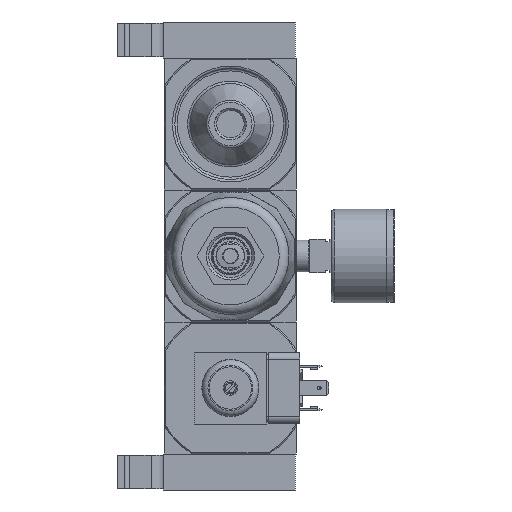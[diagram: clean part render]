
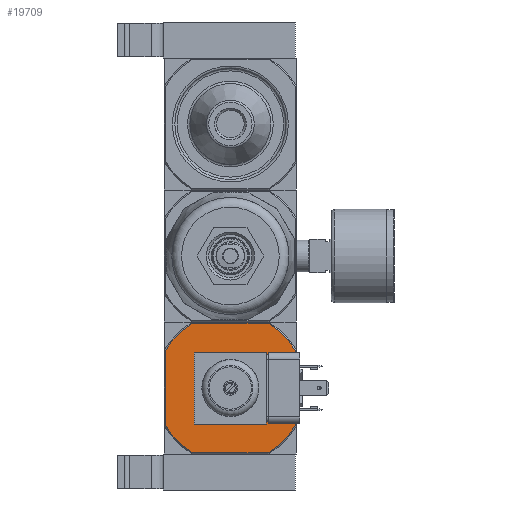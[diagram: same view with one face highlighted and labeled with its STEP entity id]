
A CAD part, front view. The second image highlights one B-rep face of the part: STEP entity #19709.
In plain terms, the highlighted planar face has unit normal (0, -1, 0).
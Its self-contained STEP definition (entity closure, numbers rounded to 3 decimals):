
#1780=CIRCLE('',#27976,6.579);
#1781=CIRCLE('',#27977,31.25);
#1782=CIRCLE('',#27978,31.25);
#1783=CIRCLE('',#27979,31.25);
#1784=CIRCLE('',#27980,31.25);
#5796=ORIENTED_EDGE('',*,*,#9408,.F.);
#5797=ORIENTED_EDGE('',*,*,#9409,.T.);
#5798=ORIENTED_EDGE('',*,*,#9410,.F.);
#5799=ORIENTED_EDGE('',*,*,#9404,.T.);
#5800=ORIENTED_EDGE('',*,*,#9411,.F.);
#5801=ORIENTED_EDGE('',*,*,#9412,.F.);
#5802=ORIENTED_EDGE('',*,*,#9413,.F.);
#5803=ORIENTED_EDGE('',*,*,#9414,.F.);
#5804=ORIENTED_EDGE('',*,*,#9415,.F.);
#9404=EDGE_CURVE('',#11577,#11578,#13003,.T.);
#9408=EDGE_CURVE('',#11581,#11581,#1780,.T.);
#9409=EDGE_CURVE('',#11582,#11583,#13005,.T.);
#9410=EDGE_CURVE('',#11577,#11583,#1781,.T.);
#9411=EDGE_CURVE('',#11584,#11578,#1782,.T.);
#9412=EDGE_CURVE('',#11585,#11584,#13006,.T.);
#9413=EDGE_CURVE('',#11586,#11585,#1783,.T.);
#9414=EDGE_CURVE('',#11587,#11586,#13007,.T.);
#9415=EDGE_CURVE('',#11582,#11587,#1784,.T.);
#11577=VERTEX_POINT('',#39690);
#11578=VERTEX_POINT('',#39691);
#11581=VERTEX_POINT('',#39705);
#11582=VERTEX_POINT('',#39707);
#11583=VERTEX_POINT('',#39708);
#11584=VERTEX_POINT('',#39711);
#11585=VERTEX_POINT('',#39713);
#11586=VERTEX_POINT('',#39715);
#11587=VERTEX_POINT('',#39717);
#13003=LINE('',#39689,#14423);
#13005=LINE('',#39706,#14425);
#13006=LINE('',#39712,#14426);
#13007=LINE('',#39716,#14427);
#14423=VECTOR('',#32659,1000.);
#14425=VECTOR('',#32665,1000.);
#14426=VECTOR('',#32670,1000.);
#14427=VECTOR('',#32673,1000.);
#16092=EDGE_LOOP('',(#5796));
#16093=EDGE_LOOP('',(#5797,#5798,#5799,#5800,#5801,#5802,#5803,#5804));
#17693=FACE_BOUND('',#16092,.T.);
#17694=FACE_BOUND('',#16093,.T.);
#18629=PLANE('',#27975);
#19709=ADVANCED_FACE('',(#17693,#17694),#18629,.F.);
#27975=AXIS2_PLACEMENT_3D('',#39703,#32661,#32662);
#27976=AXIS2_PLACEMENT_3D('',#39704,#32663,#32664);
#27977=AXIS2_PLACEMENT_3D('',#39709,#32666,#32667);
#27978=AXIS2_PLACEMENT_3D('',#39710,#32668,#32669);
#27979=AXIS2_PLACEMENT_3D('',#39714,#32671,#32672);
#27980=AXIS2_PLACEMENT_3D('',#39718,#32674,#32675);
#32659=DIRECTION('',(0.,0.,-1.));
#32661=DIRECTION('',(0.,1.,0.));
#32662=DIRECTION('',(0.,0.,1.));
#32663=DIRECTION('',(0.,-1.,0.));
#32664=DIRECTION('',(0.,0.,-1.));
#32665=DIRECTION('',(-1.,0.,0.));
#32666=DIRECTION('',(0.,1.,0.));
#32667=DIRECTION('',(-1.,0.,0.));
#32668=DIRECTION('',(0.,1.,0.));
#32669=DIRECTION('',(-1.,0.,0.));
#32670=DIRECTION('',(-1.,0.,0.));
#32671=DIRECTION('',(0.,1.,0.));
#32672=DIRECTION('',(-1.,0.,0.));
#32673=DIRECTION('',(0.,0.,-1.));
#32674=DIRECTION('',(0.,1.,0.));
#32675=DIRECTION('',(-1.,0.,0.));
#39689=CARTESIAN_POINT('',(-27.,-27.5,27.5));
#39690=CARTESIAN_POINT('',(-27.,-27.5,15.734));
#39691=CARTESIAN_POINT('',(-27.,-27.5,-15.734));
#39703=CARTESIAN_POINT('',(-27.,-27.5,27.5));
#39704=CARTESIAN_POINT('',(0.,-27.5,0.));
#39705=CARTESIAN_POINT('',(0.,-27.5,-6.579));
#39706=CARTESIAN_POINT('',(27.5,-27.5,27.));
#39707=CARTESIAN_POINT('',(15.734,-27.5,27.));
#39708=CARTESIAN_POINT('',(-15.734,-27.5,27.));
#39709=CARTESIAN_POINT('',(0.,-27.5,0.));
#39710=CARTESIAN_POINT('',(0.,-27.5,0.));
#39711=CARTESIAN_POINT('',(-15.734,-27.5,-27.));
#39712=CARTESIAN_POINT('',(27.5,-27.5,-27.));
#39713=CARTESIAN_POINT('',(15.734,-27.5,-27.));
#39714=CARTESIAN_POINT('',(0.,-27.5,0.));
#39715=CARTESIAN_POINT('',(27.,-27.5,-15.734));
#39716=CARTESIAN_POINT('',(27.,-27.5,27.5));
#39717=CARTESIAN_POINT('',(27.,-27.5,15.734));
#39718=CARTESIAN_POINT('',(0.,-27.5,0.));
